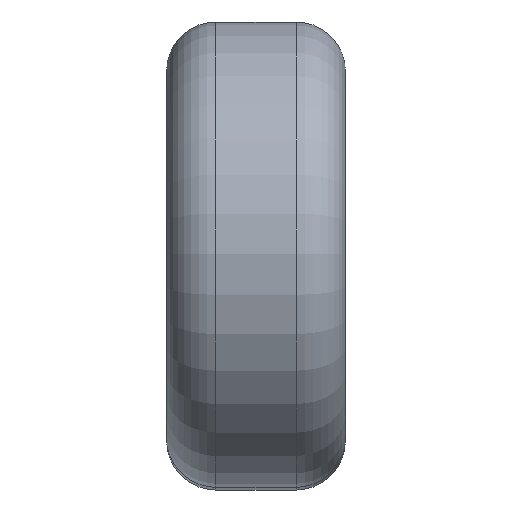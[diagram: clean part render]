
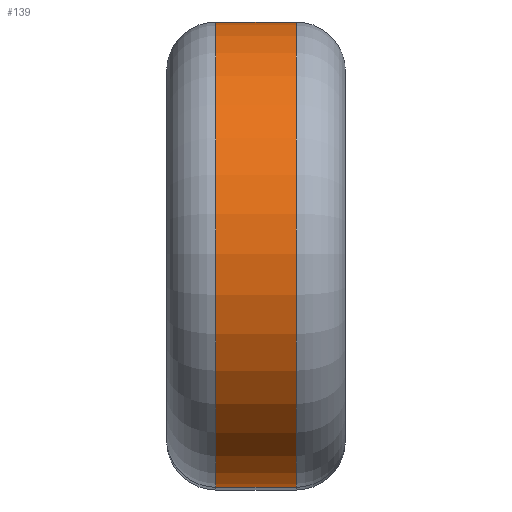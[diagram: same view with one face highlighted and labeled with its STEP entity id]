
A CAD part, top view. The second image highlights one B-rep face of the part: STEP entity #139.
In plain terms, the highlighted cylindrical face has radius 7.094 mm (diameter 14.188 mm), a full revolution.
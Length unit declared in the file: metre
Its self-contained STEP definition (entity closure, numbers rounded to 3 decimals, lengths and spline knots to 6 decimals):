
#22=LINE('',#280,#24);
#24=VECTOR('',#234,0.007094);
#26=CYLINDRICAL_SURFACE('',#185,0.007094);
#33=FACE_OUTER_BOUND('',#43,.T.);
#43=EDGE_LOOP('',(#116,#117,#118,#119,#120,#121));
#57=CIRCLE('',#183,0.007094);
#58=CIRCLE('',#184,0.007094);
#59=CIRCLE('',#186,0.007094);
#60=CIRCLE('',#187,0.007094);
#70=VERTEX_POINT('',#273);
#71=VERTEX_POINT('',#275);
#72=VERTEX_POINT('',#279);
#73=VERTEX_POINT('',#281);
#86=EDGE_CURVE('',#70,#71,#57,.T.);
#87=EDGE_CURVE('',#71,#70,#58,.T.);
#88=EDGE_CURVE('',#71,#72,#22,.T.);
#89=EDGE_CURVE('',#73,#72,#59,.T.);
#90=EDGE_CURVE('',#72,#73,#60,.T.);
#116=ORIENTED_EDGE('',*,*,#87,.F.);
#117=ORIENTED_EDGE('',*,*,#88,.T.);
#118=ORIENTED_EDGE('',*,*,#89,.F.);
#119=ORIENTED_EDGE('',*,*,#90,.F.);
#120=ORIENTED_EDGE('',*,*,#88,.F.);
#121=ORIENTED_EDGE('',*,*,#86,.F.);
#139=ADVANCED_FACE('',(#33),#26,.T.);
#183=AXIS2_PLACEMENT_3D('',#276,#228,#229);
#184=AXIS2_PLACEMENT_3D('',#277,#230,#231);
#185=AXIS2_PLACEMENT_3D('',#278,#232,#233);
#186=AXIS2_PLACEMENT_3D('',#282,#235,#236);
#187=AXIS2_PLACEMENT_3D('',#283,#237,#238);
#228=DIRECTION('center_axis',(-1.,0.,0.));
#229=DIRECTION('ref_axis',(0.,-1.,0.));
#230=DIRECTION('center_axis',(-1.,0.,0.));
#231=DIRECTION('ref_axis',(0.,-1.,0.));
#232=DIRECTION('center_axis',(-1.,0.,0.));
#233=DIRECTION('ref_axis',(0.,1.,0.));
#234=DIRECTION('',(1.,0.,0.));
#235=DIRECTION('center_axis',(1.,0.,0.));
#236=DIRECTION('ref_axis',(0.,-1.,0.));
#237=DIRECTION('center_axis',(1.,0.,0.));
#238=DIRECTION('ref_axis',(0.,-1.,0.));
#273=CARTESIAN_POINT('',(0.021228,0.012324,0.026157));
#275=CARTESIAN_POINT('',(0.021228,0.00523,0.033251));
#276=CARTESIAN_POINT('Origin',(0.021228,0.012324,0.033251));
#277=CARTESIAN_POINT('Origin',(0.021228,0.012324,0.033251));
#278=CARTESIAN_POINT('Origin',(0.025178,0.012324,0.033251));
#279=CARTESIAN_POINT('',(0.023678,0.00523,0.033251));
#280=CARTESIAN_POINT('',(0.025178,0.00523,0.033251));
#281=CARTESIAN_POINT('',(0.023678,0.012324,0.040344));
#282=CARTESIAN_POINT('Origin',(0.023678,0.012324,0.033251));
#283=CARTESIAN_POINT('Origin',(0.023678,0.012324,0.033251));
